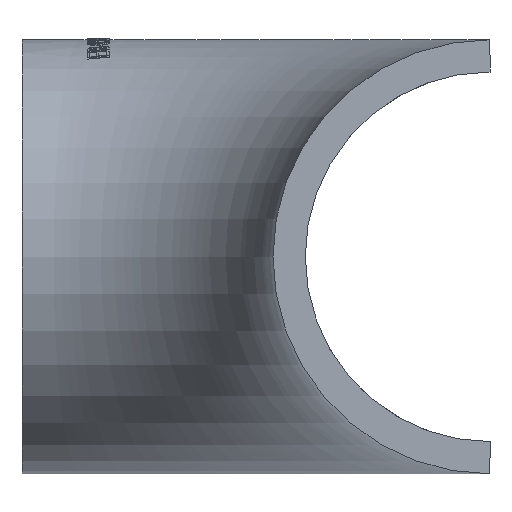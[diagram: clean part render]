
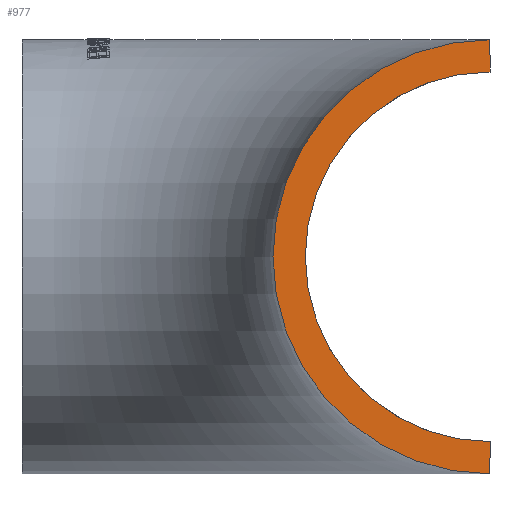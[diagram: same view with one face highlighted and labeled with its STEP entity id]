
A CAD part, left-side view. The second image highlights one B-rep face of the part: STEP entity #977.
In plain terms, the highlighted planar face has unit normal (-1, 0, 0).
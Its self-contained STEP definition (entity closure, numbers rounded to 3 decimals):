
#212 = DIRECTION ( 'NONE',  ( 1., 0., 0. ) ) ;
#698 = CARTESIAN_POINT ( 'NONE',  ( 0., 0., -11.45 ) ) ;
#977 = ADVANCED_FACE ( 'NONE', ( #1341 ), #3276, .F. ) ;
#1341 = FACE_OUTER_BOUND ( 'NONE', #9871, .T. ) ;
#1569 = VECTOR ( 'NONE', #1871, 1000. ) ;
#1753 = CARTESIAN_POINT ( 'NONE',  ( 0., 0., 0. ) ) ;
#1871 = DIRECTION ( 'NONE',  ( 0., 0., 1. ) ) ;
#1996 = VERTEX_POINT ( 'NONE', #4316 ) ;
#2026 = EDGE_CURVE ( 'NONE', #1996, #8939, #5043, .T. ) ;
#2037 = ORIENTED_EDGE ( 'NONE', *, *, #6960, .T. ) ;
#2445 = AXIS2_PLACEMENT_3D ( 'NONE', #3247, #8646, #8611 ) ;
#2530 = DIRECTION ( 'NONE',  ( 1., 0., 0. ) ) ;
#3247 = CARTESIAN_POINT ( 'NONE',  ( 0., 0., 0. ) ) ;
#3276 = PLANE ( 'NONE',  #2445 ) ;
#3950 = VERTEX_POINT ( 'NONE', #4109 ) ;
#4109 = CARTESIAN_POINT ( 'NONE',  ( 0., 0., 11.45 ) ) ;
#4316 = CARTESIAN_POINT ( 'NONE',  ( 0., 0., -13.45 ) ) ;
#4590 = EDGE_CURVE ( 'NONE', #1996, #6756, #8809, .T. ) ;
#5043 = LINE ( 'NONE', #8172, #1569 ) ;
#5610 = DIRECTION ( 'NONE',  ( 0., 0., -1. ) ) ;
#5869 = LINE ( 'NONE', #9440, #9776 ) ;
#6220 = ORIENTED_EDGE ( 'NONE', *, *, #2026, .T. ) ;
#6288 = ORIENTED_EDGE ( 'NONE', *, *, #8375, .F. ) ;
#6375 = DIRECTION ( 'NONE',  ( 0., 0., -1. ) ) ;
#6479 = CARTESIAN_POINT ( 'NONE',  ( 0., 0., 13.45 ) ) ;
#6756 = VERTEX_POINT ( 'NONE', #6479 ) ;
#6910 = AXIS2_PLACEMENT_3D ( 'NONE', #1753, #2530, #8680 ) ;
#6960 = EDGE_CURVE ( 'NONE', #8939, #3950, #9562, .T. ) ;
#8172 = CARTESIAN_POINT ( 'NONE',  ( 0., 0., -13.45 ) ) ;
#8375 = EDGE_CURVE ( 'NONE', #6756, #3950, #5869, .T. ) ;
#8432 = ORIENTED_EDGE ( 'NONE', *, *, #4590, .F. ) ;
#8611 = DIRECTION ( 'NONE',  ( 0., 0., -1. ) ) ;
#8646 = DIRECTION ( 'NONE',  ( 1., 0., 0. ) ) ;
#8680 = DIRECTION ( 'NONE',  ( 0., 0., -1. ) ) ;
#8809 = CIRCLE ( 'NONE', #9707, 13.45 ) ;
#8939 = VERTEX_POINT ( 'NONE', #698 ) ;
#9412 = CARTESIAN_POINT ( 'NONE',  ( 0., 0., 0. ) ) ;
#9440 = CARTESIAN_POINT ( 'NONE',  ( 0., 0., 13.45 ) ) ;
#9562 = CIRCLE ( 'NONE', #6910, 11.45 ) ;
#9707 = AXIS2_PLACEMENT_3D ( 'NONE', #9412, #212, #5610 ) ;
#9776 = VECTOR ( 'NONE', #6375, 1000. ) ;
#9871 = EDGE_LOOP ( 'NONE', ( #6288, #8432, #6220, #2037 ) ) ;
